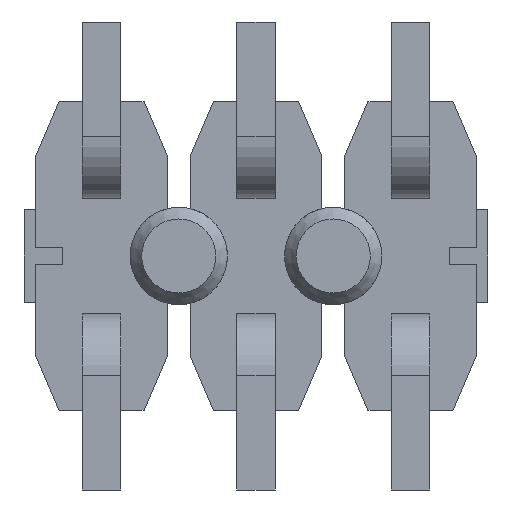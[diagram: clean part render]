
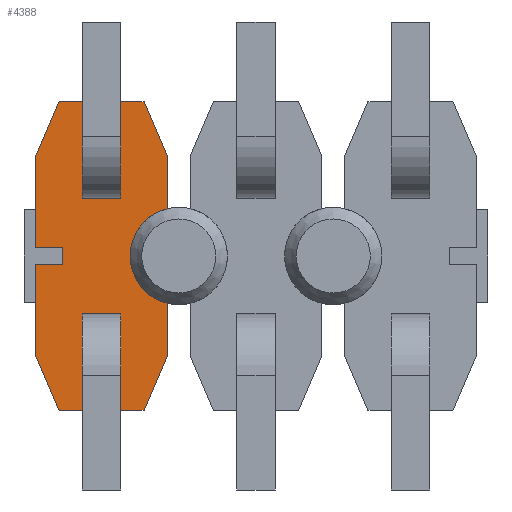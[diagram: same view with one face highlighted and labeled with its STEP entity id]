
A CAD part, front view. The second image highlights one B-rep face of the part: STEP entity #4388.
In plain terms, the highlighted planar face has unit normal (0, -1, 0).
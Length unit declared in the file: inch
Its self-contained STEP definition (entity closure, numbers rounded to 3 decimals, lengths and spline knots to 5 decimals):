
#57=CIRCLE('',#4656,0.0315);
#861=ORIENTED_EDGE('',*,*,#1773,.F.);
#862=ORIENTED_EDGE('',*,*,#1697,.F.);
#863=ORIENTED_EDGE('',*,*,#1739,.F.);
#864=ORIENTED_EDGE('',*,*,#1736,.F.);
#865=ORIENTED_EDGE('',*,*,#1733,.F.);
#866=ORIENTED_EDGE('',*,*,#1689,.F.);
#867=ORIENTED_EDGE('',*,*,#1682,.F.);
#868=ORIENTED_EDGE('',*,*,#1730,.F.);
#869=ORIENTED_EDGE('',*,*,#1725,.F.);
#870=ORIENTED_EDGE('',*,*,#1722,.F.);
#871=ORIENTED_EDGE('',*,*,#1747,.F.);
#872=ORIENTED_EDGE('',*,*,#1744,.F.);
#873=ORIENTED_EDGE('',*,*,#1741,.F.);
#874=ORIENTED_EDGE('',*,*,#1712,.F.);
#875=ORIENTED_EDGE('',*,*,#1759,.T.);
#876=ORIENTED_EDGE('',*,*,#1771,.T.);
#877=ORIENTED_EDGE('',*,*,#1766,.T.);
#878=ORIENTED_EDGE('',*,*,#1763,.T.);
#879=ORIENTED_EDGE('',*,*,#1749,.T.);
#880=ORIENTED_EDGE('',*,*,#1769,.T.);
#881=ORIENTED_EDGE('',*,*,#1756,.T.);
#882=ORIENTED_EDGE('',*,*,#1753,.T.);
#1682=EDGE_CURVE('',#2214,#2212,#2710,.T.);
#1689=EDGE_CURVE('',#2212,#2221,#2717,.T.);
#1697=EDGE_CURVE('',#2226,#2227,#2725,.T.);
#1712=EDGE_CURVE('',#2234,#2235,#2740,.T.);
#1722=EDGE_CURVE('',#2244,#2238,#2750,.T.);
#1725=EDGE_CURVE('',#2238,#2246,#2753,.T.);
#1730=EDGE_CURVE('',#2246,#2214,#2758,.T.);
#1733=EDGE_CURVE('',#2221,#2249,#2761,.T.);
#1736=EDGE_CURVE('',#2249,#2251,#2764,.T.);
#1739=EDGE_CURVE('',#2251,#2226,#2767,.T.);
#1741=EDGE_CURVE('',#2235,#2253,#2769,.T.);
#1744=EDGE_CURVE('',#2253,#2255,#2772,.T.);
#1747=EDGE_CURVE('',#2255,#2244,#2775,.T.);
#1749=EDGE_CURVE('',#2257,#2258,#2777,.T.);
#1753=EDGE_CURVE('',#2261,#2257,#2781,.T.);
#1756=EDGE_CURVE('',#2263,#2261,#2784,.T.);
#1759=EDGE_CURVE('',#2265,#2266,#2787,.T.);
#1763=EDGE_CURVE('',#2269,#2265,#2791,.T.);
#1766=EDGE_CURVE('',#2271,#2269,#2794,.T.);
#1769=EDGE_CURVE('',#2258,#2263,#2797,.T.);
#1771=EDGE_CURVE('',#2266,#2271,#2799,.T.);
#1773=EDGE_CURVE('',#2227,#2234,#57,.T.);
#2212=VERTEX_POINT('',#6528);
#2214=VERTEX_POINT('',#6532);
#2221=VERTEX_POINT('',#6549);
#2226=VERTEX_POINT('',#6562);
#2227=VERTEX_POINT('',#6564);
#2234=VERTEX_POINT('',#6592);
#2235=VERTEX_POINT('',#6594);
#2238=VERTEX_POINT('',#6601);
#2244=VERTEX_POINT('',#6613);
#2246=VERTEX_POINT('',#6618);
#2249=VERTEX_POINT('',#6635);
#2251=VERTEX_POINT('',#6641);
#2253=VERTEX_POINT('',#6650);
#2255=VERTEX_POINT('',#6656);
#2257=VERTEX_POINT('',#6665);
#2258=VERTEX_POINT('',#6666);
#2261=VERTEX_POINT('',#6674);
#2263=VERTEX_POINT('',#6680);
#2265=VERTEX_POINT('',#6686);
#2266=VERTEX_POINT('',#6687);
#2269=VERTEX_POINT('',#6695);
#2271=VERTEX_POINT('',#6701);
#2710=LINE('',#6533,#3306);
#2717=LINE('',#6548,#3313);
#2725=LINE('',#6563,#3321);
#2740=LINE('',#6593,#3336);
#2750=LINE('',#6614,#3346);
#2753=LINE('',#6620,#3349);
#2758=LINE('',#6629,#3354);
#2761=LINE('',#6634,#3357);
#2764=LINE('',#6640,#3360);
#2767=LINE('',#6646,#3363);
#2769=LINE('',#6649,#3365);
#2772=LINE('',#6655,#3368);
#2775=LINE('',#6661,#3371);
#2777=LINE('',#6664,#3373);
#2781=LINE('',#6673,#3377);
#2784=LINE('',#6679,#3380);
#2787=LINE('',#6685,#3383);
#2791=LINE('',#6694,#3387);
#2794=LINE('',#6700,#3390);
#2797=LINE('',#6706,#3393);
#2799=LINE('',#6709,#3395);
#3306=VECTOR('',#5320,39.37008);
#3313=VECTOR('',#5331,39.37008);
#3321=VECTOR('',#5341,39.37008);
#3336=VECTOR('',#5370,39.37008);
#3346=VECTOR('',#5382,39.37008);
#3349=VECTOR('',#5387,39.37008);
#3354=VECTOR('',#5396,39.37008);
#3357=VECTOR('',#5403,39.37008);
#3360=VECTOR('',#5408,39.37008);
#3363=VECTOR('',#5413,39.37008);
#3365=VECTOR('',#5417,39.37008);
#3368=VECTOR('',#5422,39.37008);
#3371=VECTOR('',#5427,39.37008);
#3373=VECTOR('',#5431,39.37008);
#3377=VECTOR('',#5437,39.37008);
#3380=VECTOR('',#5442,39.37008);
#3383=VECTOR('',#5447,39.37008);
#3387=VECTOR('',#5453,39.37008);
#3390=VECTOR('',#5458,39.37008);
#3393=VECTOR('',#5463,39.37008);
#3395=VECTOR('',#5467,39.37008);
#3726=EDGE_LOOP('',(#861,#862,#863,#864,#865,#866,#867,#868,#869,#870,#871,
#872,#873,#874));
#3727=EDGE_LOOP('',(#875,#876,#877,#878));
#3728=EDGE_LOOP('',(#879,#880,#881,#882));
#3958=FACE_BOUND('',#3726,.T.);
#3959=FACE_BOUND('',#3727,.T.);
#3960=FACE_BOUND('',#3728,.T.);
#4176=PLANE('',#4655);
#4388=ADVANCED_FACE('',(#3958,#3959,#3960),#4176,.F.);
#4655=AXIS2_PLACEMENT_3D('',#6712,#5471,#5472);
#4656=AXIS2_PLACEMENT_3D('',#6713,#5473,#5474);
#5320=DIRECTION('',(-1.,0.,0.));
#5331=DIRECTION('',(0.,0.,1.));
#5341=DIRECTION('',(0.,0.,-1.));
#5370=DIRECTION('',(0.,0.,-1.));
#5382=DIRECTION('',(0.,0.,1.));
#5387=DIRECTION('',(1.,0.,0.));
#5396=DIRECTION('',(0.,0.,1.));
#5403=DIRECTION('',(0.394,0.,0.919));
#5408=DIRECTION('',(1.,0.,0.));
#5413=DIRECTION('',(0.394,0.,-0.919));
#5417=DIRECTION('',(-0.394,0.,-0.919));
#5422=DIRECTION('',(-1.,0.,0.));
#5427=DIRECTION('',(-0.394,0.,0.919));
#5431=DIRECTION('',(0.,0.,1.));
#5437=DIRECTION('',(-1.,0.,0.));
#5442=DIRECTION('',(0.,0.,-1.));
#5447=DIRECTION('',(0.,0.,1.));
#5453=DIRECTION('',(-1.,0.,0.));
#5458=DIRECTION('',(0.,0.,-1.));
#5463=DIRECTION('',(1.,0.,0.));
#5467=DIRECTION('',(1.,0.,0.));
#5471=DIRECTION('',(0.,1.,0.));
#5472=DIRECTION('',(0.,0.,1.));
#5473=DIRECTION('',(0.,-1.,0.));
#5474=DIRECTION('',(0.,0.,-1.));
#6528=CARTESIAN_POINT('',(-0.1425,-0.05,0.00575));
#6532=CARTESIAN_POINT('',(-0.125,-0.05,0.00575));
#6533=CARTESIAN_POINT('',(-0.125,-0.05,0.00575));
#6548=CARTESIAN_POINT('',(-0.1425,-0.05,0.00575));
#6549=CARTESIAN_POINT('',(-0.1425,-0.05,0.065));
#6562=CARTESIAN_POINT('',(-0.0575,-0.05,0.065));
#6563=CARTESIAN_POINT('',(-0.0575,-0.05,0.065));
#6564=CARTESIAN_POINT('',(-0.0575,-0.05,0.03059));
#6592=CARTESIAN_POINT('',(-0.0575,-0.05,-0.03059));
#6593=CARTESIAN_POINT('',(-0.0575,-0.05,-0.00575));
#6594=CARTESIAN_POINT('',(-0.0575,-0.05,-0.065));
#6601=CARTESIAN_POINT('',(-0.1425,-0.05,-0.00575));
#6613=CARTESIAN_POINT('',(-0.1425,-0.05,-0.065));
#6614=CARTESIAN_POINT('',(-0.1425,-0.05,-0.065));
#6618=CARTESIAN_POINT('',(-0.125,-0.05,-0.00575));
#6620=CARTESIAN_POINT('',(-0.1425,-0.05,-0.00575));
#6629=CARTESIAN_POINT('',(-0.125,-0.05,-0.00575));
#6634=CARTESIAN_POINT('',(-0.1425,-0.05,0.065));
#6635=CARTESIAN_POINT('',(-0.1275,-0.05,0.1));
#6640=CARTESIAN_POINT('',(-0.1275,-0.05,0.1));
#6641=CARTESIAN_POINT('',(-0.0725,-0.05,0.1));
#6646=CARTESIAN_POINT('',(-0.0725,-0.05,0.1));
#6649=CARTESIAN_POINT('',(-0.0575,-0.05,-0.065));
#6650=CARTESIAN_POINT('',(-0.0725,-0.05,-0.1));
#6655=CARTESIAN_POINT('',(-0.0725,-0.05,-0.1));
#6656=CARTESIAN_POINT('',(-0.1275,-0.05,-0.1));
#6661=CARTESIAN_POINT('',(-0.1275,-0.05,-0.1));
#6664=CARTESIAN_POINT('',(-0.1125,-0.05,0.0375));
#6665=CARTESIAN_POINT('',(-0.1125,-0.05,0.0375));
#6666=CARTESIAN_POINT('',(-0.1125,-0.05,0.0625));
#6673=CARTESIAN_POINT('',(-0.0875,-0.05,0.0375));
#6674=CARTESIAN_POINT('',(-0.0875,-0.05,0.0375));
#6679=CARTESIAN_POINT('',(-0.0875,-0.05,0.0625));
#6680=CARTESIAN_POINT('',(-0.0875,-0.05,0.0625));
#6685=CARTESIAN_POINT('',(-0.1125,-0.05,-0.0625));
#6686=CARTESIAN_POINT('',(-0.1125,-0.05,-0.0625));
#6687=CARTESIAN_POINT('',(-0.1125,-0.05,-0.0375));
#6694=CARTESIAN_POINT('',(-0.0875,-0.05,-0.0625));
#6695=CARTESIAN_POINT('',(-0.0875,-0.05,-0.0625));
#6700=CARTESIAN_POINT('',(-0.0875,-0.05,-0.0375));
#6701=CARTESIAN_POINT('',(-0.0875,-0.05,-0.0375));
#6706=CARTESIAN_POINT('',(-0.1125,-0.05,0.0625));
#6709=CARTESIAN_POINT('',(-0.1125,-0.05,-0.0375));
#6712=CARTESIAN_POINT('',(0.,-0.05,0.));
#6713=CARTESIAN_POINT('',(-0.05,-0.05,0.));
